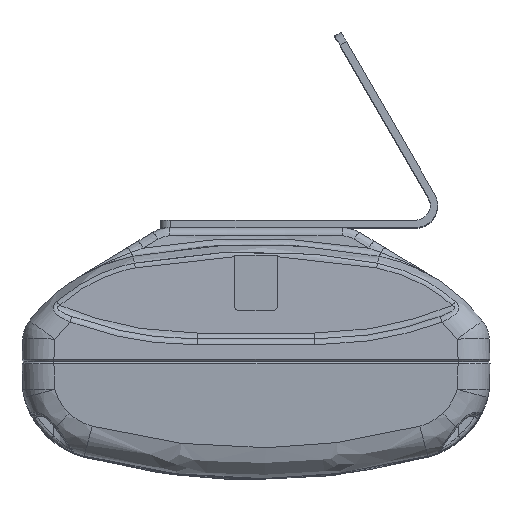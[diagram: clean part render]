
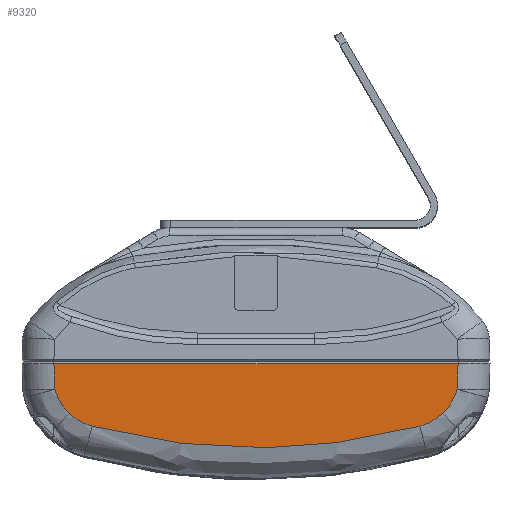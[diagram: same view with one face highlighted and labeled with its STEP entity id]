
A CAD part, top view. The second image highlights one B-rep face of the part: STEP entity #9320.
In plain terms, the highlighted planar face has unit normal (0, -0.035, 0.999).
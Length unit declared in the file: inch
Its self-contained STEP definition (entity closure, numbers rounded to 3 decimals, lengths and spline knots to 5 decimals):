
#5981=DIRECTION('',(1.,0.,0.));
#5982=VECTOR('',#5981,7.47829);
#5983=CARTESIAN_POINT('',(-3.73914,-0.03935,
6.88839));
#5984=LINE('',#5983,#5982);
#5985=DIRECTION('',(0.035,0.999,0.035));
#5986=VECTOR('',#5985,0.47546);
#5987=CARTESIAN_POINT('',(3.72256,-0.51423,
6.87181));
#5988=LINE('',#5987,#5986);
#5989=CARTESIAN_POINT('',(3.45588,-0.95708,
6.85634));
#5990=CARTESIAN_POINT('',(3.49715,-0.91761,
6.85772));
#5991=CARTESIAN_POINT('',(3.57285,-0.83184,
6.86072));
#5992=CARTESIAN_POINT('',(3.66433,-0.68084,
6.86599));
#5993=CARTESIAN_POINT('',(3.7063,-0.57161,
6.8698));
#5994=CARTESIAN_POINT('',(3.72256,-0.51423,
6.87181));
#5996=CARTESIAN_POINT('',(3.03023,-1.19664,6.84798));
#5997=CARTESIAN_POINT('',(3.08641,-1.18159,6.8485));
#5998=CARTESIAN_POINT('',(3.19257,-1.1428,6.84986));
#5999=CARTESIAN_POINT('',(3.3385,-1.05877,6.85279));
#6000=CARTESIAN_POINT('',(3.41844,-0.99286,
6.85509));
#6001=CARTESIAN_POINT('',(3.45588,-0.95708,
6.85634));
#6003=CARTESIAN_POINT('',(-3.03023,-1.19664,
6.84798));
#6004=CARTESIAN_POINT('',(-2.83458,-1.24904,
6.84615));
#6005=CARTESIAN_POINT('',(-2.45205,-1.34048,
6.84295));
#6006=CARTESIAN_POINT('',(-1.91806,-1.44142,
6.83943));
#6007=CARTESIAN_POINT('',(-1.38917,-1.51674,
6.8368));
#6008=CARTESIAN_POINT('',(-0.87004,-1.56687,
6.83505));
#6009=CARTESIAN_POINT('',(-0.35464,-1.5938,
6.83411));
#6010=CARTESIAN_POINT('',(0.15981,-1.59814,
6.83396));
#6011=CARTESIAN_POINT('',(0.68061,-1.57949,
6.83461));
#6012=CARTESIAN_POINT('',(1.20349,-1.53751,6.83607));
#6013=CARTESIAN_POINT('',(1.75277,-1.46827,6.83849));
#6014=CARTESIAN_POINT('',(2.3498,-1.36331,6.84216));
#6015=CARTESIAN_POINT('',(2.79672,-1.25918,6.84579));
#6016=CARTESIAN_POINT('',(3.03023,-1.19664,6.84798));
#6018=CARTESIAN_POINT('',(-3.45592,-0.95706,
6.85634));
#6019=CARTESIAN_POINT('',(-3.41596,-0.99526,
6.85501));
#6020=CARTESIAN_POINT('',(-3.33183,-1.06352,
6.85262));
#6021=CARTESIAN_POINT('',(-3.18599,-1.14559,
6.84976));
#6022=CARTESIAN_POINT('',(-3.08347,-1.18238,
6.84847));
#6023=CARTESIAN_POINT('',(-3.03023,-1.19664,
6.84798));
#6025=CARTESIAN_POINT('',(-3.72256,-0.51423,
6.87181));
#6026=CARTESIAN_POINT('',(-3.70616,-0.5721,
6.86979));
#6027=CARTESIAN_POINT('',(-3.66369,-0.68186,
6.86595));
#6028=CARTESIAN_POINT('',(-3.57418,-0.82984,
6.86079));
#6029=CARTESIAN_POINT('',(-3.49792,-0.9169,
6.85774));
#6030=CARTESIAN_POINT('',(-3.45592,-0.95706,
6.85634));
#6032=DIRECTION('',(0.035,-0.999,-0.035));
#6033=VECTOR('',#6032,0.47546);
#6034=CARTESIAN_POINT('',(-3.73914,-0.03935,
6.88839));
#6035=LINE('',#6034,#6033);
#6137=CARTESIAN_POINT('',(-3.73914,-0.03935,
6.88839));
#8076=VERTEX_POINT('',#5996);
#8077=VERTEX_POINT('',#6001);
#8078=VERTEX_POINT('',#6003);
#8081=VERTEX_POINT('',#6018);
#8082=VERTEX_POINT('',#6025);
#8099=VERTEX_POINT('',#5994);
#8151=VERTEX_POINT('',#6137);
#8154=CARTESIAN_POINT('',(3.73914,-0.03935,
6.88839));
#8155=VERTEX_POINT('',#8154);
#9300=CARTESIAN_POINT('',(-4.52774,0.,6.88976));
#9301=DIRECTION('',(0.,0.035,-0.999));
#9302=DIRECTION('',(-1.,0.,0.));
#9303=AXIS2_PLACEMENT_3D('',#9300,#9301,#9302);
#9304=PLANE('',#9303);
#9306=ORIENTED_EDGE('',*,*,#9305,.T.);
#9308=ORIENTED_EDGE('',*,*,#9307,.F.);
#9309=ORIENTED_EDGE('',*,*,#8907,.F.);
#9310=ORIENTED_EDGE('',*,*,#9220,.F.);
#9311=ORIENTED_EDGE('',*,*,#9291,.F.);
#9313=ORIENTED_EDGE('',*,*,#9312,.F.);
#9315=ORIENTED_EDGE('',*,*,#9314,.F.);
#9317=ORIENTED_EDGE('',*,*,#9316,.F.);
#9318=EDGE_LOOP('',(#9306,#9308,#9309,#9310,#9311,#9313,#9315,#9317));
#9319=FACE_OUTER_BOUND('',#9318,.F.);
#9320=ADVANCED_FACE('',(#9319),#9304,.F.);
#5995=B_SPLINE_CURVE_WITH_KNOTS('',3,(#5989,#5990,#5991,#5992,#5993,#5994),
.UNSPECIFIED.,.F.,.F.,(4,1,1,4),(0.,0.33333,0.66667,1.),
.UNSPECIFIED.);
#6002=B_SPLINE_CURVE_WITH_KNOTS('',3,(#5996,#5997,#5998,#5999,#6000,#6001),
.UNSPECIFIED.,.F.,.F.,(4,1,1,4),(0.,0.33333,0.66667,1.),
.UNSPECIFIED.);
#6017=B_SPLINE_CURVE_WITH_KNOTS('',3,(#6003,#6004,#6005,#6006,#6007,#6008,#6009,
#6010,#6011,#6012,#6013,#6014,#6015,#6016),.UNSPECIFIED.,.F.,.F.,(4,1,1,1,1,1,1,
1,1,1,1,4),(0.,0.09091,0.18182,0.27273,
0.36364,0.45455,0.54545,0.63636,
0.72727,0.81818,0.90909,1.),.UNSPECIFIED.);
#6024=B_SPLINE_CURVE_WITH_KNOTS('',3,(#6018,#6019,#6020,#6021,#6022,#6023),
.UNSPECIFIED.,.F.,.F.,(4,1,1,4),(0.,0.33333,0.66667,1.),
.UNSPECIFIED.);
#6031=B_SPLINE_CURVE_WITH_KNOTS('',3,(#6025,#6026,#6027,#6028,#6029,#6030),
.UNSPECIFIED.,.F.,.F.,(4,1,1,4),(0.,0.33333,0.66667,1.),
.UNSPECIFIED.);
#8907=EDGE_CURVE('',#8077,#8099,#5995,.T.);
#9220=EDGE_CURVE('',#8076,#8077,#6002,.T.);
#9291=EDGE_CURVE('',#8078,#8076,#6017,.T.);
#9305=EDGE_CURVE('',#8151,#8155,#5984,.T.);
#9307=EDGE_CURVE('',#8099,#8155,#5988,.T.);
#9312=EDGE_CURVE('',#8081,#8078,#6024,.T.);
#9314=EDGE_CURVE('',#8082,#8081,#6031,.T.);
#9316=EDGE_CURVE('',#8151,#8082,#6035,.T.);
